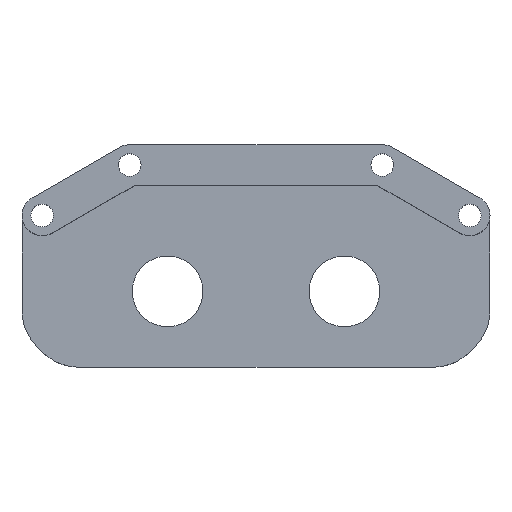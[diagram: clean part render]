
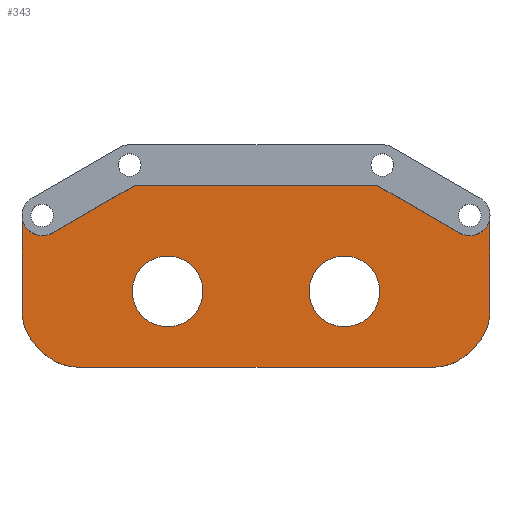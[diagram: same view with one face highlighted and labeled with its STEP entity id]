
A CAD part, top view. The second image highlights one B-rep face of the part: STEP entity #343.
In plain terms, the highlighted planar face has unit normal (0, 0, 1).
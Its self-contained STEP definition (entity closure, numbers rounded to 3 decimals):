
#50 = VERTEX_POINT('',#51);
#51 = CARTESIAN_POINT('',(-46.321,15.,7.));
#57 = EDGE_CURVE('',#50,#58,#60,.T.);
#58 = VERTEX_POINT('',#59);
#59 = CARTESIAN_POINT('',(-46.321,-3.787,7.));
#60 = LINE('',#61,#62);
#61 = CARTESIAN_POINT('',(-46.321,15.,7.));
#62 = VECTOR('',#63,1.);
#63 = DIRECTION('',(0.,-1.,0.));
#282 = VERTEX_POINT('',#283);
#283 = CARTESIAN_POINT('',(-43.392,-10.858,7.));
#289 = EDGE_CURVE('',#58,#282,#290,.T.);
#290 = CIRCLE('',#291,10.);
#291 = AXIS2_PLACEMENT_3D('',#292,#293,#294);
#292 = CARTESIAN_POINT('',(-36.321,-3.787,7.));
#293 = DIRECTION('',(-0.,0.,1.));
#294 = DIRECTION('',(0.,-1.,0.));
#306 = VERTEX_POINT('',#307);
#307 = CARTESIAN_POINT('',(-40.321,11.536,7.));
#315 = EDGE_CURVE('',#50,#306,#316,.T.);
#316 = CIRCLE('',#317,4.);
#317 = AXIS2_PLACEMENT_3D('',#318,#319,#320);
#318 = CARTESIAN_POINT('',(-42.321,15.,7.));
#319 = DIRECTION('',(0.,0.,1.));
#320 = DIRECTION('',(1.,0.,0.));
#343 = ADVANCED_FACE('',(#344,#439,#450),#461,.T.);
#344 = FACE_BOUND('',#345,.T.);
#345 = EDGE_LOOP('',(#346,#356,#365,#373,#381,#387,#388,#389,#390,#398,
    #407,#415,#424,#432));
#346 = ORIENTED_EDGE('',*,*,#347,.T.);
#347 = EDGE_CURVE('',#348,#350,#352,.T.);
#348 = VERTEX_POINT('',#349);
#349 = CARTESIAN_POINT('',(46.321,-3.787,7.));
#350 = VERTEX_POINT('',#351);
#351 = CARTESIAN_POINT('',(46.321,15.,7.));
#352 = LINE('',#353,#354);
#353 = CARTESIAN_POINT('',(46.321,-7.929,7.));
#354 = VECTOR('',#355,1.);
#355 = DIRECTION('',(0.,1.,0.));
#356 = ORIENTED_EDGE('',*,*,#357,.F.);
#357 = EDGE_CURVE('',#358,#350,#360,.T.);
#358 = VERTEX_POINT('',#359);
#359 = CARTESIAN_POINT('',(40.321,11.536,7.));
#360 = CIRCLE('',#361,4.);
#361 = AXIS2_PLACEMENT_3D('',#362,#363,#364);
#362 = CARTESIAN_POINT('',(42.321,15.,7.));
#363 = DIRECTION('',(0.,0.,1.));
#364 = DIRECTION('',(1.,0.,0.));
#365 = ORIENTED_EDGE('',*,*,#366,.F.);
#366 = EDGE_CURVE('',#367,#358,#369,.T.);
#367 = VERTEX_POINT('',#368);
#368 = CARTESIAN_POINT('',(23.928,21.,7.));
#369 = LINE('',#370,#371);
#370 = CARTESIAN_POINT('',(23.928,21.,7.));
#371 = VECTOR('',#372,1.);
#372 = DIRECTION('',(0.866,-0.5,0.));
#373 = ORIENTED_EDGE('',*,*,#374,.T.);
#374 = EDGE_CURVE('',#367,#375,#377,.T.);
#375 = VERTEX_POINT('',#376);
#376 = CARTESIAN_POINT('',(-23.928,21.,7.));
#377 = LINE('',#378,#379);
#378 = CARTESIAN_POINT('',(23.928,21.,7.));
#379 = VECTOR('',#380,1.);
#380 = DIRECTION('',(-1.,0.,0.));
#381 = ORIENTED_EDGE('',*,*,#382,.F.);
#382 = EDGE_CURVE('',#306,#375,#383,.T.);
#383 = LINE('',#384,#385);
#384 = CARTESIAN_POINT('',(-40.321,11.536,7.));
#385 = VECTOR('',#386,1.);
#386 = DIRECTION('',(0.866,0.5,0.));
#387 = ORIENTED_EDGE('',*,*,#315,.F.);
#388 = ORIENTED_EDGE('',*,*,#57,.T.);
#389 = ORIENTED_EDGE('',*,*,#289,.T.);
#390 = ORIENTED_EDGE('',*,*,#391,.T.);
#391 = EDGE_CURVE('',#282,#392,#394,.T.);
#392 = VERTEX_POINT('',#393);
#393 = CARTESIAN_POINT('',(-42.178,-12.071,7.));
#394 = LINE('',#395,#396);
#395 = CARTESIAN_POINT('',(-46.321,-7.929,7.));
#396 = VECTOR('',#397,1.);
#397 = DIRECTION('',(0.707,-0.707,0.));
#398 = ORIENTED_EDGE('',*,*,#399,.T.);
#399 = EDGE_CURVE('',#392,#400,#402,.T.);
#400 = VERTEX_POINT('',#401);
#401 = CARTESIAN_POINT('',(-35.107,-15.,7.));
#402 = CIRCLE('',#403,10.);
#403 = AXIS2_PLACEMENT_3D('',#404,#405,#406);
#404 = CARTESIAN_POINT('',(-35.107,-5.,7.));
#405 = DIRECTION('',(-0.,0.,1.));
#406 = DIRECTION('',(0.,-1.,0.));
#407 = ORIENTED_EDGE('',*,*,#408,.T.);
#408 = EDGE_CURVE('',#400,#409,#411,.T.);
#409 = VERTEX_POINT('',#410);
#410 = CARTESIAN_POINT('',(35.107,-15.,7.));
#411 = LINE('',#412,#413);
#412 = CARTESIAN_POINT('',(-39.249,-15.,7.));
#413 = VECTOR('',#414,1.);
#414 = DIRECTION('',(1.,0.,0.));
#415 = ORIENTED_EDGE('',*,*,#416,.T.);
#416 = EDGE_CURVE('',#409,#417,#419,.T.);
#417 = VERTEX_POINT('',#418);
#418 = CARTESIAN_POINT('',(42.178,-12.071,7.));
#419 = CIRCLE('',#420,10.);
#420 = AXIS2_PLACEMENT_3D('',#421,#422,#423);
#421 = CARTESIAN_POINT('',(35.107,-5.,7.));
#422 = DIRECTION('',(-0.,0.,1.));
#423 = DIRECTION('',(0.,-1.,0.));
#424 = ORIENTED_EDGE('',*,*,#425,.T.);
#425 = EDGE_CURVE('',#417,#426,#428,.T.);
#426 = VERTEX_POINT('',#427);
#427 = CARTESIAN_POINT('',(43.392,-10.858,7.));
#428 = LINE('',#429,#430);
#429 = CARTESIAN_POINT('',(39.249,-15.,7.));
#430 = VECTOR('',#431,1.);
#431 = DIRECTION('',(0.707,0.707,0.));
#432 = ORIENTED_EDGE('',*,*,#433,.T.);
#433 = EDGE_CURVE('',#426,#348,#434,.T.);
#434 = CIRCLE('',#435,10.);
#435 = AXIS2_PLACEMENT_3D('',#436,#437,#438);
#436 = CARTESIAN_POINT('',(36.321,-3.787,7.));
#437 = DIRECTION('',(-0.,0.,1.));
#438 = DIRECTION('',(0.,-1.,0.));
#439 = FACE_BOUND('',#440,.T.);
#440 = EDGE_LOOP('',(#441));
#441 = ORIENTED_EDGE('',*,*,#442,.F.);
#442 = EDGE_CURVE('',#443,#443,#445,.T.);
#443 = VERTEX_POINT('',#444);
#444 = CARTESIAN_POINT('',(-10.5,0.,7.));
#445 = CIRCLE('',#446,7.);
#446 = AXIS2_PLACEMENT_3D('',#447,#448,#449);
#447 = CARTESIAN_POINT('',(-17.5,0.,7.));
#448 = DIRECTION('',(0.,0.,1.));
#449 = DIRECTION('',(1.,0.,0.));
#450 = FACE_BOUND('',#451,.T.);
#451 = EDGE_LOOP('',(#452));
#452 = ORIENTED_EDGE('',*,*,#453,.F.);
#453 = EDGE_CURVE('',#454,#454,#456,.T.);
#454 = VERTEX_POINT('',#455);
#455 = CARTESIAN_POINT('',(24.5,0.,7.));
#456 = CIRCLE('',#457,7.);
#457 = AXIS2_PLACEMENT_3D('',#458,#459,#460);
#458 = CARTESIAN_POINT('',(17.5,0.,7.));
#459 = DIRECTION('',(0.,0.,1.));
#460 = DIRECTION('',(1.,0.,0.));
#461 = PLANE('',#462);
#462 = AXIS2_PLACEMENT_3D('',#463,#464,#465);
#463 = CARTESIAN_POINT('',(0.,6.388,7.));
#464 = DIRECTION('',(0.,0.,1.));
#465 = DIRECTION('',(1.,0.,0.));
